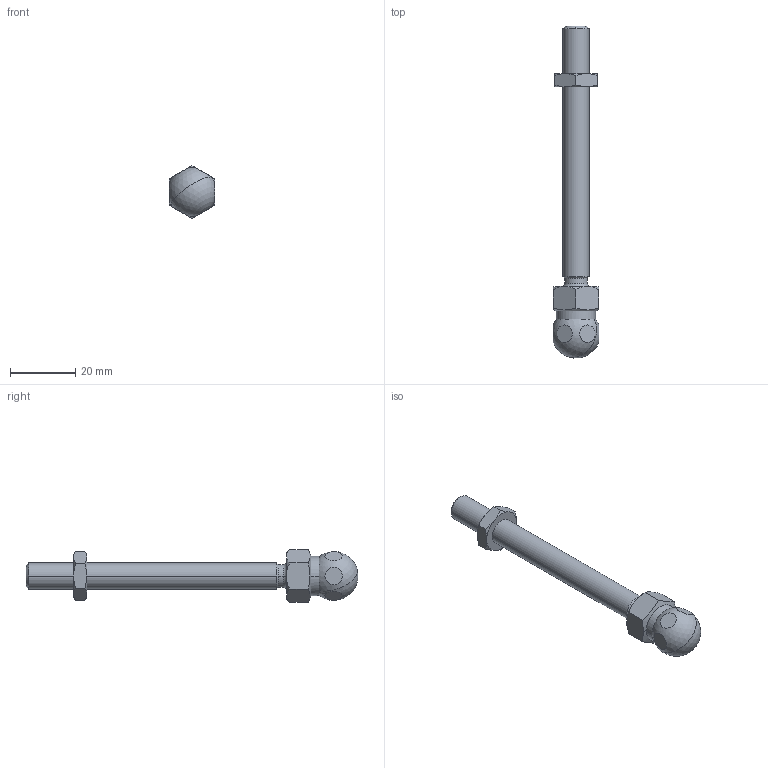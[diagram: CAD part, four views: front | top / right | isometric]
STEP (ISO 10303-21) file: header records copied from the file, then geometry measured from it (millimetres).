
FILE_DESCRIPTION (( 'STEP AP203' ), '1' );
FILE_NAME ('203600302_c_1.STEP', '2022-06-29T14:56:17', ( '' ), ( '' ), 'SwSTEP 2.0', 'SolidWorks 2014', '' );
FILE_SCHEMA (( 'CONFIG_CONTROL_DESIGN' ));
Length unit declared in the file: millimetre
Products named in the file (1): 203600302_c_1
Bounding box: 14 x 101.95 x 16.17 mm (x, y, z)
Volume: 7501.3 mm3; surface area: 3672.6 mm2
Topology: 2 solids, 2 shells, 65 faces, 160 edges, 103 vertices
Faces by surface type: cone 29, plane 22, cylinder 10, torus 2, sphere 2
Entity records: 2136 total; most frequent: CARTESIAN_POINT 584, DIRECTION 307, ORIENTED_EDGE 306, EDGE_CURVE 153, AXIS2_PLACEMENT_3D 134, VERTEX_POINT 99, EDGE_LOOP 74, CIRCLE 68
